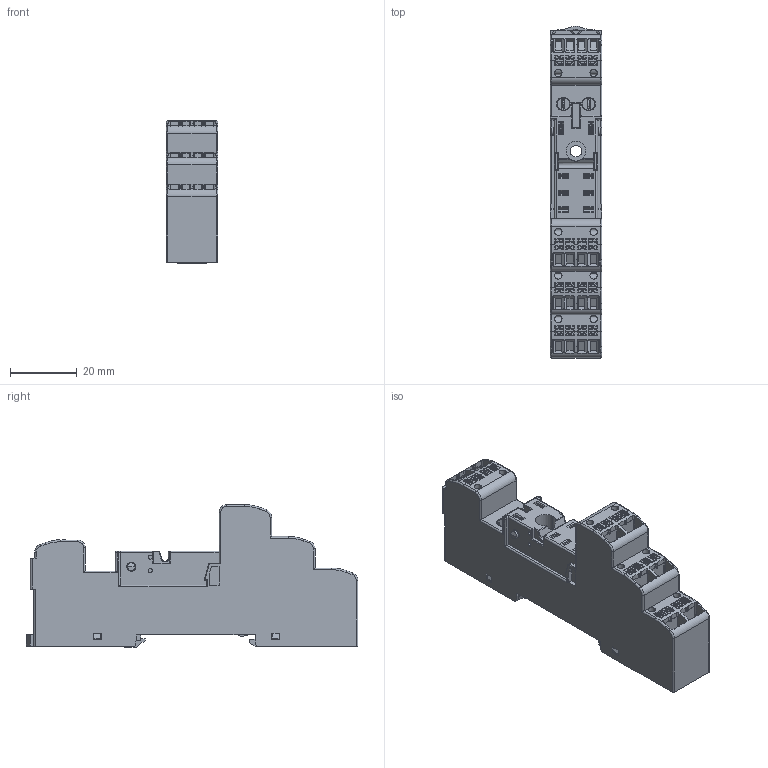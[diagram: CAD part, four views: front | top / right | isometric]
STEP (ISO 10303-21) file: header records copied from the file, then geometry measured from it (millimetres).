
FILE_DESCRIPTION (( 'STEP AP203' ), '1' );
FILE_NAME ('10_157F-2Z-C10_P.STEP', '2024-12-16T18:46:55', ( '' ), ( '' ), 'SwSTEP 2.0', 'SolidWorks 2022', '' );
FILE_SCHEMA (( 'CONFIG_CONTROL_DESIGN' ));
Products named in the file (1): 10_157F-2Z-C10_P
Bounding box: 15.6 x 99.65 x 42.75 mm (x, y, z)
Volume: 21078.4 mm3; surface area: 47606.3 mm2
Topology: 54 solids, 54 shells, 5585 faces, 15673 edges, 10099 vertices
Faces by surface type: plane 3981, cylinder 1249, torus 197, sphere 74, bspline 54, cone 30
Entity records: 180068 total; most frequent: CARTESIAN_POINT 36541, ORIENTED_EDGE 31130, DIRECTION 28439, EDGE_CURVE 15565, VECTOR 12007, LINE 12007, VERTEX_POINT 10097, AXIS2_PLACEMENT_3D 8216
